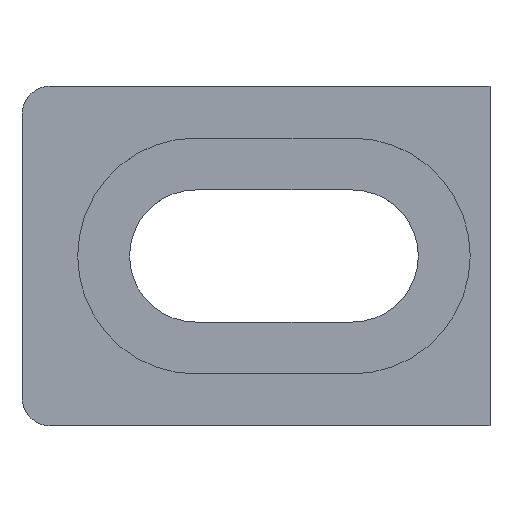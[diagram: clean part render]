
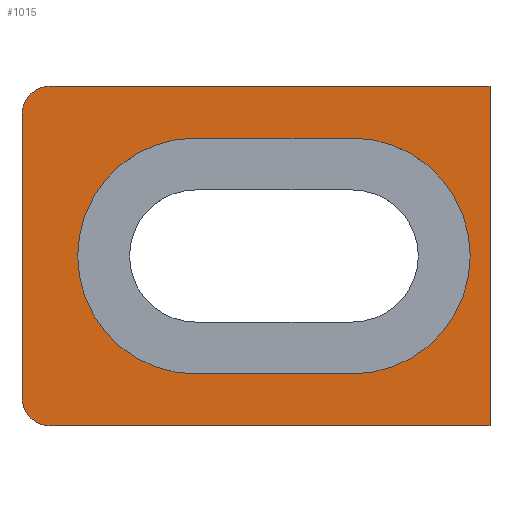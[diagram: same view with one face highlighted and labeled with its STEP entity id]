
A CAD part, top view. The second image highlights one B-rep face of the part: STEP entity #1015.
In plain terms, the highlighted planar face has unit normal (0, 0, 1).
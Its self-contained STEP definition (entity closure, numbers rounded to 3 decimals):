
#47 = FACE_OUTER_BOUND ( 'NONE', #584, .T. ) ;
#48 = ORIENTED_EDGE ( 'NONE', *, *, #632, .T. ) ;
#49 = EDGE_LOOP ( 'NONE', ( #1282, #452, #178, #822, #509 ) ) ;
#51 = CARTESIAN_POINT ( 'NONE',  ( -10.9, -9., 2. ) ) ;
#68 = CARTESIAN_POINT ( 'NONE',  ( -12.4, 7.5, 2. ) ) ;
#71 = CARTESIAN_POINT ( 'NONE',  ( -12.4, -7.5, 2. ) ) ;
#73 = DIRECTION ( 'NONE',  ( 0., 0., 1. ) ) ;
#80 = VERTEX_POINT ( 'NONE', #649 ) ;
#116 = FACE_BOUND ( 'NONE', #49, .T. ) ;
#135 = EDGE_CURVE ( 'NONE', #1143, #80, #596, .T. ) ;
#139 = VECTOR ( 'NONE', #1060, 1000. ) ;
#144 = CIRCLE ( 'NONE', #883, 1.5 ) ;
#158 = LINE ( 'NONE', #471, #521 ) ;
#162 = VERTEX_POINT ( 'NONE', #224 ) ;
#174 = DIRECTION ( 'NONE',  ( 1., 0., 0. ) ) ;
#178 = ORIENTED_EDGE ( 'NONE', *, *, #1172, .F. ) ;
#188 = CIRCLE ( 'NONE', #350, 6.25 ) ;
#222 = ORIENTED_EDGE ( 'NONE', *, *, #1216, .T. ) ;
#224 = CARTESIAN_POINT ( 'NONE',  ( -3.2, 6.25, 2. ) ) ;
#241 = DIRECTION ( 'NONE',  ( -1., 0., 0. ) ) ;
#247 = CARTESIAN_POINT ( 'NONE',  ( -3.2, 0., 2. ) ) ;
#257 = CARTESIAN_POINT ( 'NONE',  ( 5.1, 6.25, 2. ) ) ;
#262 = CARTESIAN_POINT ( 'NONE',  ( 12.4, -9., 2. ) ) ;
#278 = VECTOR ( 'NONE', #1190, 1000. ) ;
#313 = VERTEX_POINT ( 'NONE', #326 ) ;
#326 = CARTESIAN_POINT ( 'NONE',  ( 12.4, -9., 2. ) ) ;
#342 = VERTEX_POINT ( 'NONE', #51 ) ;
#350 = AXIS2_PLACEMENT_3D ( 'NONE', #247, #73, #174 ) ;
#356 = CARTESIAN_POINT ( 'NONE',  ( 12.4, 9., 2. ) ) ;
#376 = CARTESIAN_POINT ( 'NONE',  ( 11.35, 0., 2. ) ) ;
#423 = CARTESIAN_POINT ( 'NONE',  ( -10.9, 7.5, 2. ) ) ;
#436 = CIRCLE ( 'NONE', #1166, 1.5 ) ;
#437 = EDGE_CURVE ( 'NONE', #342, #313, #785, .T. ) ;
#442 = VECTOR ( 'NONE', #729, 1000. ) ;
#452 = ORIENTED_EDGE ( 'NONE', *, *, #135, .F. ) ;
#467 = DIRECTION ( 'NONE',  ( 0., 0., 1. ) ) ;
#471 = CARTESIAN_POINT ( 'NONE',  ( 12.4, 9., 2. ) ) ;
#499 = DIRECTION ( 'NONE',  ( 1., 0., 0. ) ) ;
#506 = VECTOR ( 'NONE', #560, 1000. ) ;
#509 = ORIENTED_EDGE ( 'NONE', *, *, #1198, .F. ) ;
#521 = VECTOR ( 'NONE', #556, 1000. ) ;
#523 = DIRECTION ( 'NONE',  ( -1., 0., 0. ) ) ;
#532 = AXIS2_PLACEMENT_3D ( 'NONE', #1204, #691, #499 ) ;
#538 = AXIS2_PLACEMENT_3D ( 'NONE', #757, #1073, #564 ) ;
#550 = VERTEX_POINT ( 'NONE', #71 ) ;
#556 = DIRECTION ( 'NONE',  ( 0., 1., 0. ) ) ;
#560 = DIRECTION ( 'NONE',  ( 0., -1., 0. ) ) ;
#564 = DIRECTION ( 'NONE',  ( 1., 0., 0. ) ) ;
#570 = EDGE_CURVE ( 'NONE', #669, #866, #924, .T. ) ;
#584 = EDGE_LOOP ( 'NONE', ( #834, #659, #1077, #222, #662, #48 ) ) ;
#596 = CIRCLE ( 'NONE', #532, 6.25 ) ;
#606 = CIRCLE ( 'NONE', #538, 6.25 ) ;
#632 = EDGE_CURVE ( 'NONE', #687, #797, #144, .T. ) ;
#649 = CARTESIAN_POINT ( 'NONE',  ( 5.1, 6.25, 2. ) ) ;
#659 = ORIENTED_EDGE ( 'NONE', *, *, #830, .T. ) ;
#662 = ORIENTED_EDGE ( 'NONE', *, *, #798, .T. ) ;
#664 = VECTOR ( 'NONE', #241, 1000. ) ;
#669 = VERTEX_POINT ( 'NONE', #1004 ) ;
#684 = VERTEX_POINT ( 'NONE', #805 ) ;
#687 = VERTEX_POINT ( 'NONE', #1197 ) ;
#691 = DIRECTION ( 'NONE',  ( 0., 0., 1. ) ) ;
#729 = DIRECTION ( 'NONE',  ( 1., 0., 0. ) ) ;
#736 = EDGE_CURVE ( 'NONE', #797, #550, #975, .T. ) ;
#757 = CARTESIAN_POINT ( 'NONE',  ( 5.1, 0., 2. ) ) ;
#785 = LINE ( 'NONE', #262, #278 ) ;
#797 = VERTEX_POINT ( 'NONE', #68 ) ;
#798 = EDGE_CURVE ( 'NONE', #684, #687, #1156, .T. ) ;
#805 = CARTESIAN_POINT ( 'NONE',  ( 12.4, 9., 2. ) ) ;
#822 = ORIENTED_EDGE ( 'NONE', *, *, #570, .F. ) ;
#830 = EDGE_CURVE ( 'NONE', #550, #342, #436, .T. ) ;
#834 = ORIENTED_EDGE ( 'NONE', *, *, #736, .T. ) ;
#866 = VERTEX_POINT ( 'NONE', #1076 ) ;
#868 = CARTESIAN_POINT ( 'NONE',  ( -12.4, 9., 2. ) ) ;
#883 = AXIS2_PLACEMENT_3D ( 'NONE', #423, #919, #1107 ) ;
#906 = AXIS2_PLACEMENT_3D ( 'NONE', #939, #1123, #523 ) ;
#919 = DIRECTION ( 'NONE',  ( 0., 0., 1. ) ) ;
#924 = LINE ( 'NONE', #1012, #442 ) ;
#939 = CARTESIAN_POINT ( 'NONE',  ( 0., 0., 2. ) ) ;
#960 = CARTESIAN_POINT ( 'NONE',  ( -10.9, -7.5, 2. ) ) ;
#975 = LINE ( 'NONE', #868, #506 ) ;
#1004 = CARTESIAN_POINT ( 'NONE',  ( -3.2, -6.25, 2. ) ) ;
#1012 = CARTESIAN_POINT ( 'NONE',  ( 5.1, -6.25, 2. ) ) ;
#1015 = ADVANCED_FACE ( 'NONE', ( #116, #47 ), #1118, .F. ) ;
#1060 = DIRECTION ( 'NONE',  ( -1., 0., 0. ) ) ;
#1068 = DIRECTION ( 'NONE',  ( -1., 0., 0. ) ) ;
#1073 = DIRECTION ( 'NONE',  ( 0., 0., 1. ) ) ;
#1076 = CARTESIAN_POINT ( 'NONE',  ( 5.1, -6.25, 2. ) ) ;
#1077 = ORIENTED_EDGE ( 'NONE', *, *, #437, .T. ) ;
#1107 = DIRECTION ( 'NONE',  ( -1., 0., 0. ) ) ;
#1118 = PLANE ( 'NONE',  #906 ) ;
#1123 = DIRECTION ( 'NONE',  ( 0., 0., -1. ) ) ;
#1127 = EDGE_CURVE ( 'NONE', #80, #162, #1137, .T. ) ;
#1137 = LINE ( 'NONE', #257, #664 ) ;
#1143 = VERTEX_POINT ( 'NONE', #376 ) ;
#1156 = LINE ( 'NONE', #356, #139 ) ;
#1166 = AXIS2_PLACEMENT_3D ( 'NONE', #960, #467, #1068 ) ;
#1172 = EDGE_CURVE ( 'NONE', #866, #1143, #606, .T. ) ;
#1190 = DIRECTION ( 'NONE',  ( 1., 0., 0. ) ) ;
#1197 = CARTESIAN_POINT ( 'NONE',  ( -10.9, 9., 2. ) ) ;
#1198 = EDGE_CURVE ( 'NONE', #162, #669, #188, .T. ) ;
#1204 = CARTESIAN_POINT ( 'NONE',  ( 5.1, 0., 2. ) ) ;
#1216 = EDGE_CURVE ( 'NONE', #313, #684, #158, .T. ) ;
#1282 = ORIENTED_EDGE ( 'NONE', *, *, #1127, .F. ) ;
